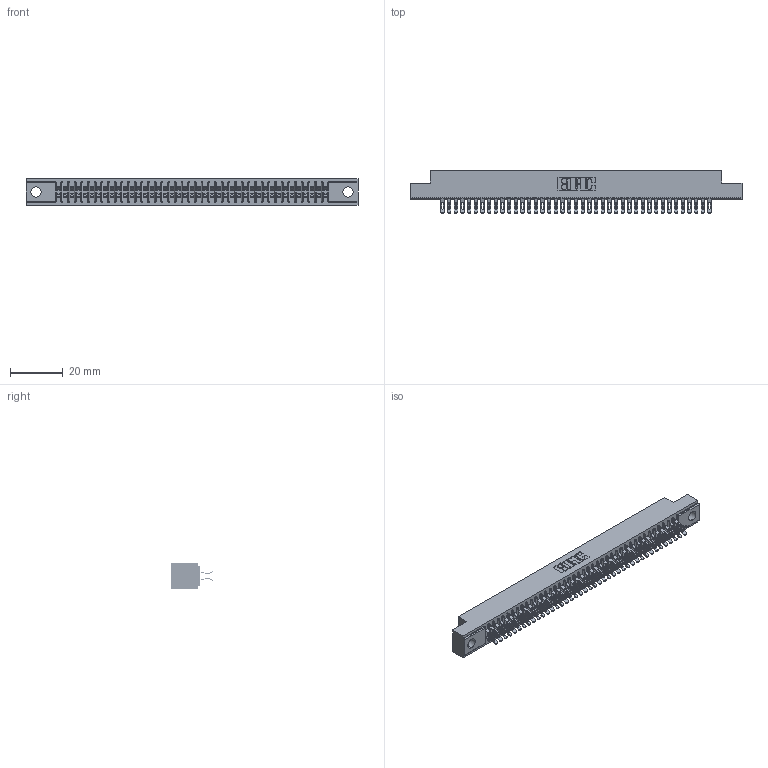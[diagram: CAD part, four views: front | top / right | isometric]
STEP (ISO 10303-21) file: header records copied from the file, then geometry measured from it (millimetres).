
FILE_DESCRIPTION (( 'STEP AP203' ), '1' );
FILE_NAME ('391-082-555-204.STEP', '2018-08-09T16:05:13', ( '' ), ( '' ), 'SwSTEP 2.0', 'SolidWorks 2016', '' );
FILE_SCHEMA (( 'CONFIG_CONTROL_DESIGN' ));
Length unit declared in the file: inch
Products named in the file (3): 341 Part_.156 (3.96) Dia Mounting Holes; 341-292-001_341-292-155; 391-082-555-204
Assembly tree (83 placements, depth 2):
  391-082-555-204
    341 Part_.156 (3.96) Dia Mounting Holes
    341-292-001_341-292-155  x82
Bounding box: 126.36 x 16.31 x 10.16 mm (x, y, z)
Volume: 9328.8 mm3; surface area: 17083.9 mm2
Topology: 83 solids, 83 shells, 6526 faces, 19499 edges, 12694 vertices
Faces by surface type: plane 3526, cylinder 2836, sphere 84, torus 80
Entity records: 50640 total; most frequent: CARTESIAN_POINT 8439, ORIENTED_EDGE 8374, DIRECTION 8173, EDGE_CURVE 4187, LINE 3373, VECTOR 3373, VERTEX_POINT 2650, AXIS2_PLACEMENT_3D 2400
